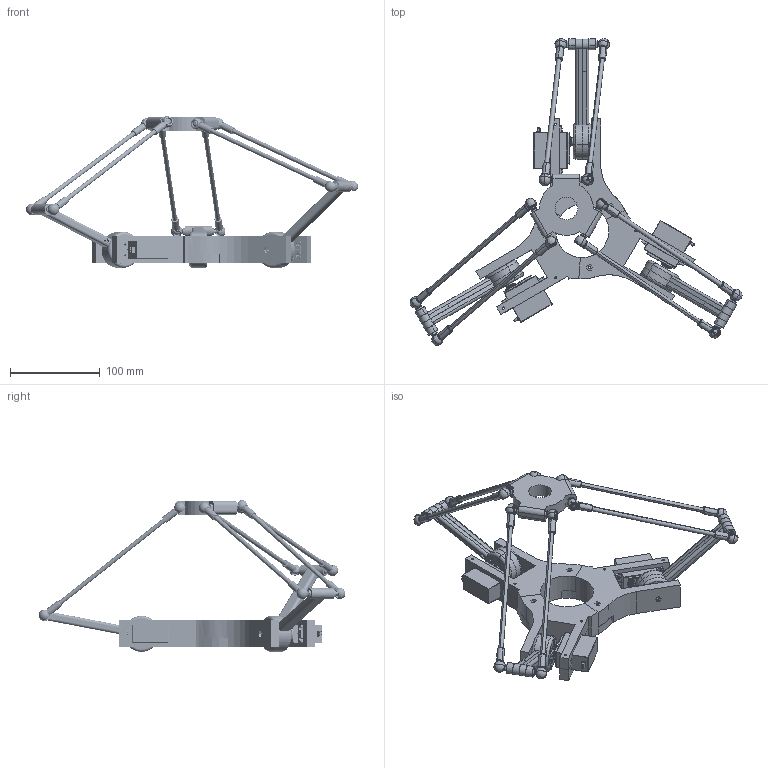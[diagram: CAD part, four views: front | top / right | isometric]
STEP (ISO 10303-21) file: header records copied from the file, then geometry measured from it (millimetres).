
FILE_DESCRIPTION(('CATIA V5 STEP Exchange'),'2;1');
FILE_NAME('delta robot v1.stp','2023-01-23T16:13:55+00:00',('none'),('none'),'CATIA Version 5 Release 20 GA (IN-10)','CATIA V5 STEP AP203','none');
FILE_SCHEMA(('CONFIG_CONTROL_DESIGN'));
Products named in the file (2): Product1; biceps
Assembly tree (45 placements, depth 3):
  Product1
    #58  x3
    #27259
    biceps  x3
      #27695
      #34106
      #34129
      #36225
      #37136
      #38712
    #43264  x3
    #45343
    #37136  x6
    #46556  x12
    #48840  x6
    #49019  x3
Bounding box: 369.94 x 341.8 x 168.96 mm (x, y, z)
Volume: 632329.8 mm3; surface area: 207651.9 mm2
Topology: 58 solids, 58 shells, 5591 faces, 14952 edges, 9060 vertices
Faces by surface type: plane 1769, cylinder 1386, bspline 1140, torus 504, sphere 504, cone 288
Entity records: 48786 total; most frequent: CARTESIAN_POINT 17112, ORIENTED_EDGE 8120, DIRECTION 4524, EDGE_CURVE 3626, VERTEX_POINT 2283, AXIS2_PLACEMENT_3D 1889, EDGE_LOOP 1737, VECTOR 1573
